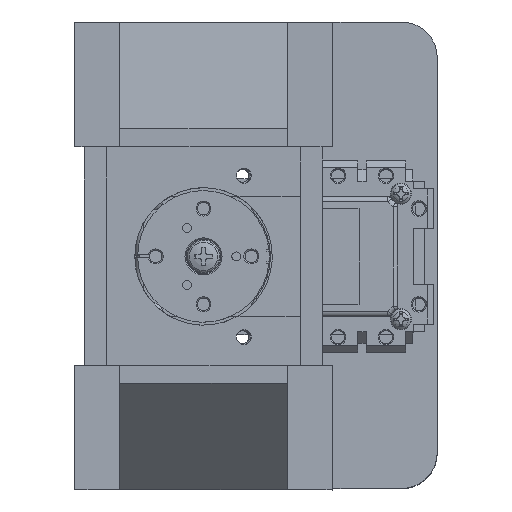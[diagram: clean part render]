
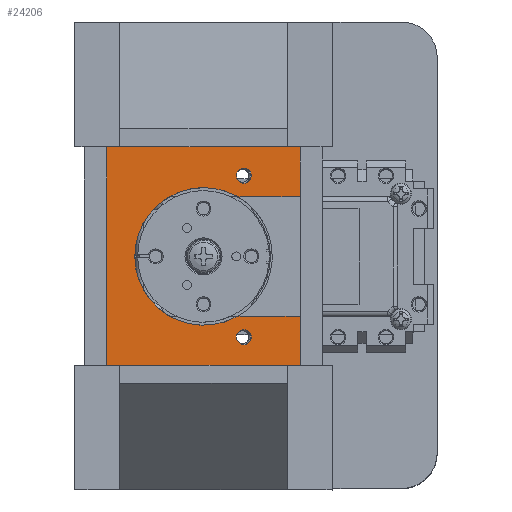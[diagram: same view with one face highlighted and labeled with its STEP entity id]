
A CAD part, top view. The second image highlights one B-rep face of the part: STEP entity #24206.
In plain terms, the highlighted planar face has unit normal (0, 0, 1).
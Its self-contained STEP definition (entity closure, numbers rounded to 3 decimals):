
#526=FACE_BOUND('',#3582,.T.);
#527=FACE_BOUND('',#3583,.T.);
#2184=FACE_OUTER_BOUND('',#3581,.T.);
#3581=EDGE_LOOP('',(#22028,#22029,#22030,#22031,#22032,#22033,#22034,#22035,
#22036,#22037));
#3582=EDGE_LOOP('',(#22038,#22039));
#3583=EDGE_LOOP('',(#22040,#22041));
#4513=CIRCLE('',#26419,2.);
#4520=CIRCLE('',#26436,2.);
#4521=CIRCLE('',#26437,11.5);
#4522=CIRCLE('',#26438,1.25);
#4523=CIRCLE('',#26439,1.25);
#4524=CIRCLE('',#26440,1.25);
#4525=CIRCLE('',#26441,1.25);
#6835=LINE('',#42488,#9253);
#6841=LINE('',#42500,#9259);
#6845=LINE('',#42507,#9263);
#6911=LINE('',#42639,#9329);
#6926=LINE('',#42705,#9344);
#6930=LINE('',#42717,#9348);
#6938=LINE('',#42742,#9356);
#9253=VECTOR('',#33023,32.334);
#9259=VECTOR('',#33031,25.8);
#9263=VECTOR('',#33035,25.8);
#9329=VECTOR('',#33147,32.334);
#9344=VECTOR('',#33188,9.982);
#9348=VECTOR('',#33202,9.982);
#9356=VECTOR('',#33234,71.6);
#11563=VERTEX_POINT('',#42485);
#11564=VERTEX_POINT('',#42487);
#11568=VERTEX_POINT('',#42497);
#11569=VERTEX_POINT('',#42499);
#11572=VERTEX_POINT('',#42505);
#11615=VERTEX_POINT('',#42637);
#11632=VERTEX_POINT('',#42699);
#11633=VERTEX_POINT('',#42701);
#11636=VERTEX_POINT('',#42715);
#11641=VERTEX_POINT('',#42739);
#11642=VERTEX_POINT('',#42743);
#11643=VERTEX_POINT('',#42744);
#11644=VERTEX_POINT('',#42747);
#11645=VERTEX_POINT('',#42748);
#14999=EDGE_CURVE('',#11563,#11564,#6835,.T.);
#15005=EDGE_CURVE('',#11568,#11569,#6841,.T.);
#15009=EDGE_CURVE('',#11572,#11563,#6845,.T.);
#15075=EDGE_CURVE('',#11615,#11568,#6911,.T.);
#15097=EDGE_CURVE('',#11632,#11633,#4513,.T.);
#15099=EDGE_CURVE('',#11569,#11632,#6926,.T.);
#15105=EDGE_CURVE('',#11636,#11572,#6930,.T.);
#15117=EDGE_CURVE('',#11641,#11636,#4520,.T.);
#15118=EDGE_CURVE('',#11633,#11641,#4521,.T.);
#15119=EDGE_CURVE('',#11564,#11615,#6938,.T.);
#15120=EDGE_CURVE('',#11642,#11643,#4522,.T.);
#15121=EDGE_CURVE('',#11643,#11642,#4523,.T.);
#15122=EDGE_CURVE('',#11644,#11645,#4524,.T.);
#15123=EDGE_CURVE('',#11645,#11644,#4525,.T.);
#22028=ORIENTED_EDGE('',*,*,#15105,.F.);
#22029=ORIENTED_EDGE('',*,*,#15117,.F.);
#22030=ORIENTED_EDGE('',*,*,#15118,.F.);
#22031=ORIENTED_EDGE('',*,*,#15097,.F.);
#22032=ORIENTED_EDGE('',*,*,#15099,.F.);
#22033=ORIENTED_EDGE('',*,*,#15005,.F.);
#22034=ORIENTED_EDGE('',*,*,#15075,.F.);
#22035=ORIENTED_EDGE('',*,*,#15119,.F.);
#22036=ORIENTED_EDGE('',*,*,#14999,.F.);
#22037=ORIENTED_EDGE('',*,*,#15009,.F.);
#22038=ORIENTED_EDGE('',*,*,#15120,.F.);
#22039=ORIENTED_EDGE('',*,*,#15121,.F.);
#22040=ORIENTED_EDGE('',*,*,#15122,.F.);
#22041=ORIENTED_EDGE('',*,*,#15123,.F.);
#22956=PLANE('',#26435);
#24206=ADVANCED_FACE('',(#2184,#526,#527),#22956,.T.);
#26419=AXIS2_PLACEMENT_3D('',#42702,#33183,#33184);
#26435=AXIS2_PLACEMENT_3D('',#42738,#33228,#33229);
#26436=AXIS2_PLACEMENT_3D('',#42740,#33230,#33231);
#26437=AXIS2_PLACEMENT_3D('',#42741,#33232,#33233);
#26438=AXIS2_PLACEMENT_3D('',#42745,#33235,#33236);
#26439=AXIS2_PLACEMENT_3D('',#42746,#33237,#33238);
#26440=AXIS2_PLACEMENT_3D('',#42749,#33239,#33240);
#26441=AXIS2_PLACEMENT_3D('',#42750,#33241,#33242);
#33023=DIRECTION('',(-1.,0.,0.));
#33031=DIRECTION('',(0.,-1.,0.));
#33035=DIRECTION('',(0.,-1.,0.));
#33147=DIRECTION('',(1.,0.,0.));
#33183=DIRECTION('center_axis',(0.,0.,
-1.));
#33184=DIRECTION('ref_axis',(-0.458,-0.889,0.));
#33188=DIRECTION('',(-1.,0.,0.));
#33202=DIRECTION('',(1.,0.,0.));
#33228=DIRECTION('center_axis',(0.,0.,
1.));
#33229=DIRECTION('ref_axis',(0.,1.,0.));
#33230=DIRECTION('center_axis',(0.,0.,
-1.));
#33231=DIRECTION('ref_axis',(0.,1.,0.));
#33232=DIRECTION('center_axis',(0.,0.,
1.));
#33233=DIRECTION('ref_axis',(-0.458,-0.889,0.));
#33234=DIRECTION('',(0.,1.,0.));
#33235=DIRECTION('center_axis',(0.,0.,
1.));
#33236=DIRECTION('ref_axis',(0.,-1.,0.));
#33237=DIRECTION('center_axis',(0.,0.,
1.));
#33238=DIRECTION('ref_axis',(0.,-1.,0.));
#33239=DIRECTION('center_axis',(0.,0.,
1.));
#33240=DIRECTION('ref_axis',(0.,-1.,0.));
#33241=DIRECTION('center_axis',(0.,0.,
1.));
#33242=DIRECTION('ref_axis',(0.,-1.,0.));
#42485=CARTESIAN_POINT('',(-83.884,107.117,209.239));
#42487=CARTESIAN_POINT('',(-116.219,107.128,209.239));
#42488=CARTESIAN_POINT('',(-83.884,107.117,209.239));
#42497=CARTESIAN_POINT('',(-83.859,178.717,209.239));
#42499=CARTESIAN_POINT('',(-83.868,152.917,209.239));
#42500=CARTESIAN_POINT('',(-83.859,178.717,209.239));
#42505=CARTESIAN_POINT('',(-83.875,132.917,209.239));
#42507=CARTESIAN_POINT('',(-83.875,132.917,209.239));
#42637=CARTESIAN_POINT('',(-116.193,178.728,209.239));
#42639=CARTESIAN_POINT('',(-116.193,178.728,209.239));
#42699=CARTESIAN_POINT('',(-93.851,152.92,209.239));
#42701=CARTESIAN_POINT('',(-94.767,153.143,209.239));
#42702=CARTESIAN_POINT('Origin',(-93.85,154.92,209.239));
#42705=CARTESIAN_POINT('',(-83.868,152.917,209.239));
#42715=CARTESIAN_POINT('',(-93.858,132.92,209.239));
#42717=CARTESIAN_POINT('',(-93.858,132.92,209.239));
#42738=CARTESIAN_POINT('Origin',(-100.039,142.922,209.239));
#42739=CARTESIAN_POINT('',(-94.774,132.698,209.239));
#42740=CARTESIAN_POINT('Origin',(-93.858,130.92,209.239));
#42741=CARTESIAN_POINT('Origin',(-100.039,142.922,209.239));
#42742=CARTESIAN_POINT('',(-116.219,107.128,209.239));
#42743=CARTESIAN_POINT('',(-93.284,157.67,209.239));
#42744=CARTESIAN_POINT('',(-93.284,155.17,209.239));
#42745=CARTESIAN_POINT('Origin',(-93.284,156.42,209.239));
#42746=CARTESIAN_POINT('Origin',(-93.284,156.42,209.239));
#42747=CARTESIAN_POINT('',(-93.293,130.67,209.239));
#42748=CARTESIAN_POINT('',(-93.294,128.17,209.239));
#42749=CARTESIAN_POINT('Origin',(-93.294,129.42,209.239));
#42750=CARTESIAN_POINT('Origin',(-93.294,129.42,209.239));
